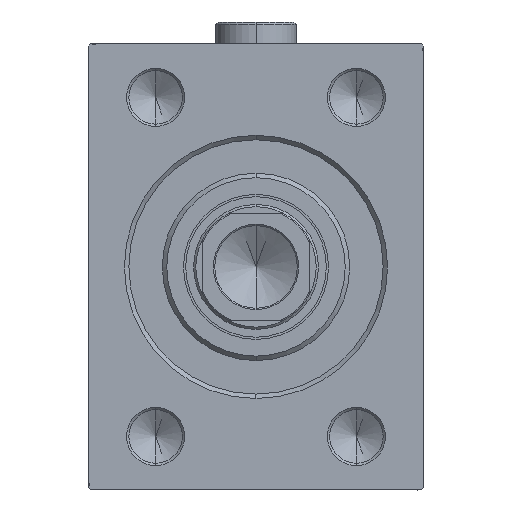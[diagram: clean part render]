
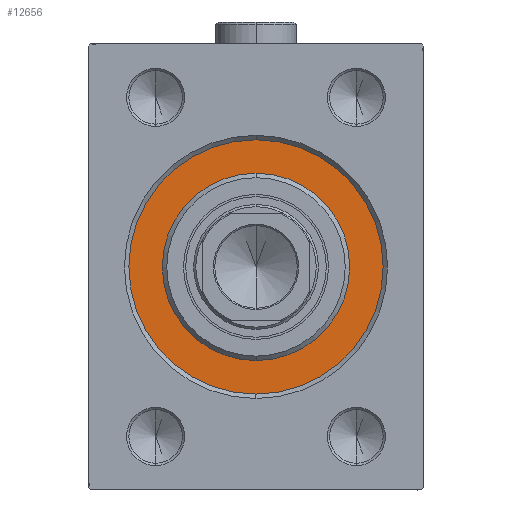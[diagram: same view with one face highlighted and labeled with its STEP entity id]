
A CAD part, left-side view. The second image highlights one B-rep face of the part: STEP entity #12656.
In plain terms, the highlighted face is planar.
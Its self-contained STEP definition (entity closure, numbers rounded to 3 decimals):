
#834 = EDGE_CURVE ( 'NONE', #39276, #43333, #19552, .T. ) ;
#2340 = FACE_OUTER_BOUND ( 'NONE', #36695, .T. ) ;
#2523 = CARTESIAN_POINT ( 'NONE',  ( 0., 0., -28.5 ) ) ;
#4786 = AXIS2_PLACEMENT_3D ( 'NONE', #34788, #41048, #20471 ) ;
#5287 = CARTESIAN_POINT ( 'NONE',  ( 0., 0., 0. ) ) ;
#6756 = CARTESIAN_POINT ( 'NONE',  ( 0., 0., 21. ) ) ;
#8075 = DIRECTION ( 'NONE',  ( 1., 0., 0. ) ) ;
#9229 = CIRCLE ( 'NONE', #18109, 28.5 ) ;
#12656 = ADVANCED_FACE ( 'NONE', ( #13639, #2340 ), #16893, .F. ) ;
#12678 = VERTEX_POINT ( 'NONE', #27503 ) ;
#13639 = FACE_BOUND ( 'NONE', #15024, .T. ) ;
#13794 = ORIENTED_EDGE ( 'NONE', *, *, #30696, .F. ) ;
#14201 = CIRCLE ( 'NONE', #36343, 21. ) ;
#15024 = EDGE_LOOP ( 'NONE', ( #28153, #13794 ) ) ;
#15049 = CIRCLE ( 'NONE', #19527, 21. ) ;
#16661 = DIRECTION ( 'NONE',  ( 0., 0., 1. ) ) ;
#16893 = PLANE ( 'NONE',  #31650 ) ;
#18109 = AXIS2_PLACEMENT_3D ( 'NONE', #23902, #42132, #31499 ) ;
#19527 = AXIS2_PLACEMENT_3D ( 'NONE', #5287, #8075, #29320 ) ;
#19552 = CIRCLE ( 'NONE', #4786, 28.5 ) ;
#19720 = DIRECTION ( 'NONE',  ( 1., 0., 0. ) ) ;
#20132 = DIRECTION ( 'NONE',  ( -1., 0., 0. ) ) ;
#20471 = DIRECTION ( 'NONE',  ( 0., 0., 1. ) ) ;
#20796 = CARTESIAN_POINT ( 'NONE',  ( 0., 0., 0. ) ) ;
#23113 = VERTEX_POINT ( 'NONE', #6756 ) ;
#23902 = CARTESIAN_POINT ( 'NONE',  ( 0., 0., 0. ) ) ;
#25002 = EDGE_CURVE ( 'NONE', #23113, #12678, #14201, .T. ) ;
#27503 = CARTESIAN_POINT ( 'NONE',  ( 0., 0., -21. ) ) ;
#28153 = ORIENTED_EDGE ( 'NONE', *, *, #25002, .F. ) ;
#29320 = DIRECTION ( 'NONE',  ( 0., 0., -1. ) ) ;
#30343 = DIRECTION ( 'NONE',  ( 0., 0., -1. ) ) ;
#30634 = ORIENTED_EDGE ( 'NONE', *, *, #36276, .F. ) ;
#30696 = EDGE_CURVE ( 'NONE', #12678, #23113, #15049, .T. ) ;
#31499 = DIRECTION ( 'NONE',  ( 0., 0., 1. ) ) ;
#31650 = AXIS2_PLACEMENT_3D ( 'NONE', #20796, #20132, #16661 ) ;
#32120 = ORIENTED_EDGE ( 'NONE', *, *, #834, .F. ) ;
#34788 = CARTESIAN_POINT ( 'NONE',  ( 0., 0., 0. ) ) ;
#36276 = EDGE_CURVE ( 'NONE', #43333, #39276, #9229, .T. ) ;
#36343 = AXIS2_PLACEMENT_3D ( 'NONE', #36595, #19720, #30343 ) ;
#36595 = CARTESIAN_POINT ( 'NONE',  ( 0., 0., 0. ) ) ;
#36695 = EDGE_LOOP ( 'NONE', ( #30634, #32120 ) ) ;
#39007 = CARTESIAN_POINT ( 'NONE',  ( 0., 0., 28.5 ) ) ;
#39276 = VERTEX_POINT ( 'NONE', #39007 ) ;
#41048 = DIRECTION ( 'NONE',  ( -1., 0., 0. ) ) ;
#42132 = DIRECTION ( 'NONE',  ( -1., 0., 0. ) ) ;
#43333 = VERTEX_POINT ( 'NONE', #2523 ) ;
